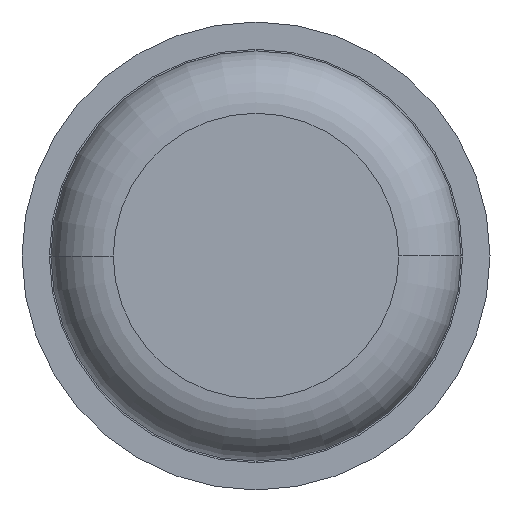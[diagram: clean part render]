
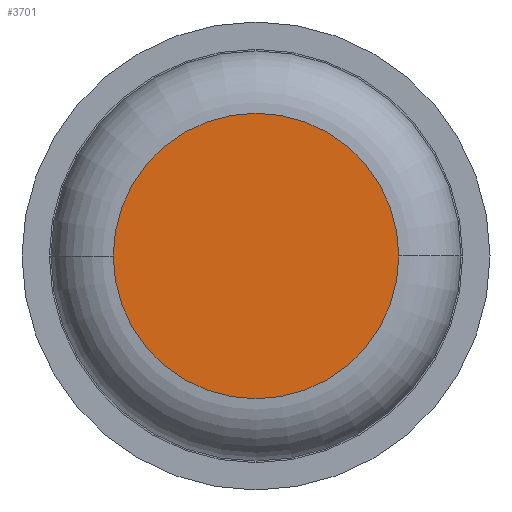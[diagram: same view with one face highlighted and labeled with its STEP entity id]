
A CAD part, front view. The second image highlights one B-rep face of the part: STEP entity #3701.
In plain terms, the highlighted planar face has unit normal (0, -1, 0).
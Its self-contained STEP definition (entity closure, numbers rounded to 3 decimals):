
#44 = EDGE_CURVE ( 'Defeature ausgef�hrt1_7+Defeature ausgef�hrt1_8+Defeature ausgef�hrt1_8+Defeature ausgef�hrt1_8', #3200, #4293, #565, .T. ) ;
#419 = DIRECTION ( 'NONE',  ( -1., 0., 0. ) ) ;
#565 = CIRCLE ( 'NONE', #3113, 0.915 ) ;
#876 = ORIENTED_EDGE ( 'NONE', *, *, #44, .T. ) ;
#1034 = DIRECTION ( 'NONE',  ( 0., -1., 0. ) ) ;
#1145 = DIRECTION ( 'NONE',  ( 0., 1., 0. ) ) ;
#1388 = CARTESIAN_POINT ( 'NONE',  ( 0., 0., 0. ) ) ;
#1429 = EDGE_CURVE ( 'Defeature ausgef�hrt1_7+Defeature ausgef�hrt1_8+Defeature ausgef�hrt1_8+Defeature ausgef�hrt1_8', #4293, #3200, #3919, .T. ) ;
#1810 = FACE_OUTER_BOUND ( 'NONE', #3095, .T. ) ;
#1993 = AXIS2_PLACEMENT_3D ( 'NONE', #2741, #4061, #2040 ) ;
#2040 = DIRECTION ( 'NONE',  ( -1., 0., 0. ) ) ;
#2516 = ORIENTED_EDGE ( 'NONE', *, *, #1429, .T. ) ;
#2741 = CARTESIAN_POINT ( 'NONE',  ( 0., 0., 0. ) ) ;
#3095 = EDGE_LOOP ( 'NONE', ( #2516, #876 ) ) ;
#3113 = AXIS2_PLACEMENT_3D ( 'NONE', #1388, #1034, #419 ) ;
#3151 = DIRECTION ( 'NONE',  ( -1., 0., 0. ) ) ;
#3200 = VERTEX_POINT ( 'NONE', #3591 ) ;
#3203 = AXIS2_PLACEMENT_3D ( 'NONE', #4144, #1145, #3151 ) ;
#3591 = CARTESIAN_POINT ( 'NONE',  ( 0.915, 0., 0. ) ) ;
#3593 = CARTESIAN_POINT ( 'NONE',  ( -0.915, 0., 0. ) ) ;
#3701 = ADVANCED_FACE ( 'Defeature ausgef�hrt1_7', ( #1810 ), #3800, .F. ) ;
#3800 = PLANE ( 'NONE',  #3203 ) ;
#3919 = CIRCLE ( 'NONE', #1993, 0.915 ) ;
#4061 = DIRECTION ( 'NONE',  ( 0., -1., 0. ) ) ;
#4144 = CARTESIAN_POINT ( 'NONE',  ( 0., 0., 0. ) ) ;
#4293 = VERTEX_POINT ( 'NONE', #3593 ) ;
